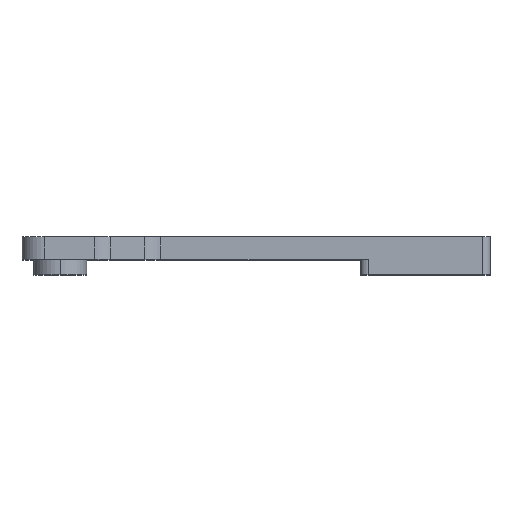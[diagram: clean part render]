
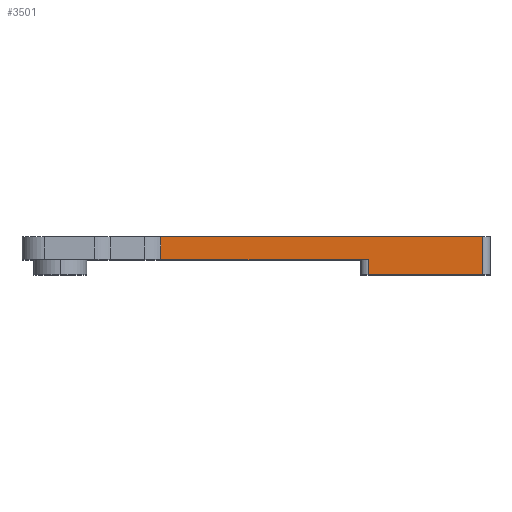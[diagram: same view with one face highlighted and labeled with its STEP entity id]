
A CAD part, top view. The second image highlights one B-rep face of the part: STEP entity #3501.
In plain terms, the highlighted planar face has unit normal (0, 0, 1).
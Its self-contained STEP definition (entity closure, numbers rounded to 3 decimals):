
#219 = EDGE_CURVE ( 'NONE', #523, #2288, #2332, .T. ) ;
#249 = CARTESIAN_POINT ( 'NONE',  ( 33., 3., 23. ) ) ;
#269 = CARTESIAN_POINT ( 'NONE',  ( 32., -2., 23. ) ) ;
#429 = FACE_OUTER_BOUND ( 'NONE', #1586, .T. ) ;
#523 = VERTEX_POINT ( 'NONE', #1530 ) ;
#632 = VECTOR ( 'NONE', #2099, 1000. ) ;
#659 = LINE ( 'NONE', #1746, #1506 ) ;
#665 = CARTESIAN_POINT ( 'NONE',  ( 17., -2., 23. ) ) ;
#693 = EDGE_CURVE ( 'NONE', #2288, #2745, #3195, .T. ) ;
#734 = ORIENTED_EDGE ( 'NONE', *, *, #693, .T. ) ;
#836 = LINE ( 'NONE', #269, #3255 ) ;
#899 = VECTOR ( 'NONE', #3122, 1000. ) ;
#1026 = VERTEX_POINT ( 'NONE', #3062 ) ;
#1059 = ORIENTED_EDGE ( 'NONE', *, *, #1722, .F. ) ;
#1099 = LINE ( 'NONE', #249, #899 ) ;
#1122 = DIRECTION ( 'NONE',  ( -1., 0., 0. ) ) ;
#1190 = VECTOR ( 'NONE', #1436, 1000. ) ;
#1436 = DIRECTION ( 'NONE',  ( 1., 0., 0. ) ) ;
#1506 = VECTOR ( 'NONE', #3504, 1000. ) ;
#1530 = CARTESIAN_POINT ( 'NONE',  ( 17., 0., 23. ) ) ;
#1537 = PLANE ( 'NONE',  #2726 ) ;
#1586 = EDGE_LOOP ( 'NONE', ( #1059, #1901, #734, #3576, #1708, #1807 ) ) ;
#1604 = VECTOR ( 'NONE', #1122, 1000. ) ;
#1708 = ORIENTED_EDGE ( 'NONE', *, *, #2757, .F. ) ;
#1722 = EDGE_CURVE ( 'NONE', #523, #3149, #2226, .T. ) ;
#1746 = CARTESIAN_POINT ( 'NONE',  ( -10.257, -2., 23. ) ) ;
#1807 = ORIENTED_EDGE ( 'NONE', *, *, #2847, .T. ) ;
#1890 = CARTESIAN_POINT ( 'NONE',  ( 17., -2., 23. ) ) ;
#1901 = ORIENTED_EDGE ( 'NONE', *, *, #219, .T. ) ;
#2099 = DIRECTION ( 'NONE',  ( 0., -1., 0. ) ) ;
#2223 = CARTESIAN_POINT ( 'NONE',  ( -10.257, 3., 23. ) ) ;
#2226 = LINE ( 'NONE', #3640, #1604 ) ;
#2280 = CARTESIAN_POINT ( 'NONE',  ( 32., -2., 23. ) ) ;
#2288 = VERTEX_POINT ( 'NONE', #1890 ) ;
#2332 = LINE ( 'NONE', #665, #632 ) ;
#2443 = DIRECTION ( 'NONE',  ( 0., 0., 1. ) ) ;
#2678 = CARTESIAN_POINT ( 'NONE',  ( 33., -2., 23. ) ) ;
#2726 = AXIS2_PLACEMENT_3D ( 'NONE', #2678, #2443, #3281 ) ;
#2738 = EDGE_CURVE ( 'NONE', #2745, #1026, #836, .T. ) ;
#2740 = CARTESIAN_POINT ( 'NONE',  ( -10.257, 0., 23. ) ) ;
#2745 = VERTEX_POINT ( 'NONE', #2280 ) ;
#2757 = EDGE_CURVE ( 'NONE', #2771, #1026, #1099, .T. ) ;
#2771 = VERTEX_POINT ( 'NONE', #2223 ) ;
#2847 = EDGE_CURVE ( 'NONE', #2771, #3149, #659, .T. ) ;
#2908 = CARTESIAN_POINT ( 'NONE',  ( 33., -2., 23. ) ) ;
#3062 = CARTESIAN_POINT ( 'NONE',  ( 32., 3., 23. ) ) ;
#3107 = DIRECTION ( 'NONE',  ( 0., 1., 0. ) ) ;
#3122 = DIRECTION ( 'NONE',  ( 1., 0., 0. ) ) ;
#3149 = VERTEX_POINT ( 'NONE', #2740 ) ;
#3195 = LINE ( 'NONE', #2908, #1190 ) ;
#3255 = VECTOR ( 'NONE', #3107, 1000. ) ;
#3281 = DIRECTION ( 'NONE',  ( 1., 0., 0. ) ) ;
#3501 = ADVANCED_FACE ( 'NONE', ( #429 ), #1537, .T. ) ;
#3504 = DIRECTION ( 'NONE',  ( 0., -1., 0. ) ) ;
#3576 = ORIENTED_EDGE ( 'NONE', *, *, #2738, .T. ) ;
#3640 = CARTESIAN_POINT ( 'NONE',  ( 33., 0., 23. ) ) ;
